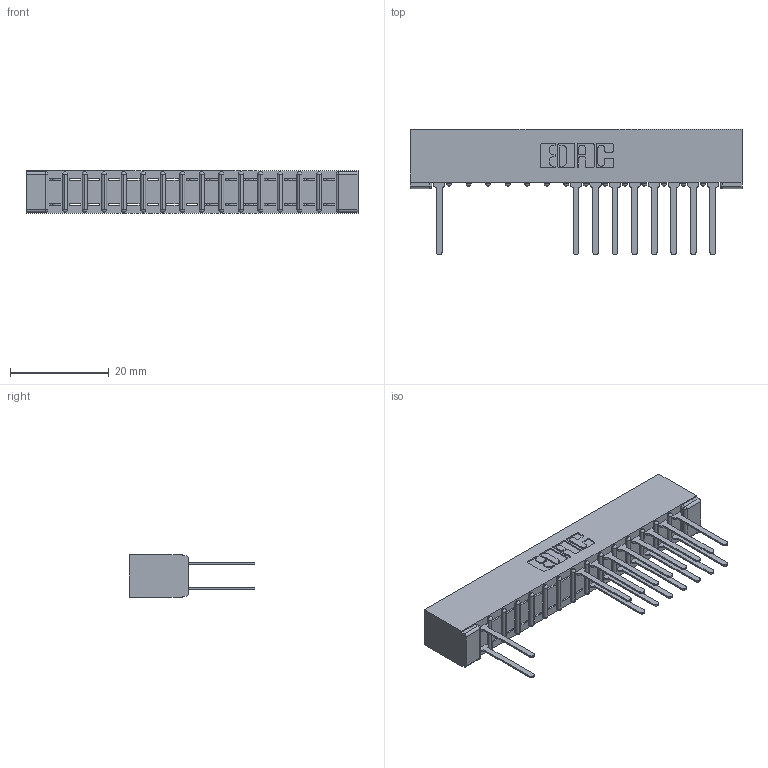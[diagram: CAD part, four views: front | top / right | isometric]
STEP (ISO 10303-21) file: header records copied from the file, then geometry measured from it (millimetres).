
FILE_DESCRIPTION (( 'STEP AP203' ), '1' );
FILE_NAME ('357-030-542-201.STEP', '2018-08-09T10:06:44', ( '' ), ( '' ), 'SwSTEP 2.0', 'SolidWorks 2016', '' );
FILE_SCHEMA (( 'CONFIG_CONTROL_DESIGN' ));
Length unit declared in the file: inch
Products named in the file (3): 307 Part_No Mounting Lugs; 307-290-001_542; 357-030-542-201
Assembly tree (18 placements, depth 2):
  357-030-542-201
    307 Part_No Mounting Lugs
    307-290-001_542  x17
Bounding box: 67.31 x 25.43 x 8.71 mm (x, y, z)
Volume: 4533.3 mm3; surface area: 7480.2 mm2
Topology: 18 solids, 18 shells, 1038 faces, 2925 edges, 1882 vertices
Faces by surface type: plane 671, cylinder 335, sphere 32
Entity records: 15942 total; most frequent: CARTESIAN_POINT 2666, ORIENTED_EDGE 2650, DIRECTION 2609, EDGE_CURVE 1325, VECTOR 1007, LINE 1007, VERTEX_POINT 858, AXIS2_PLACEMENT_3D 801
